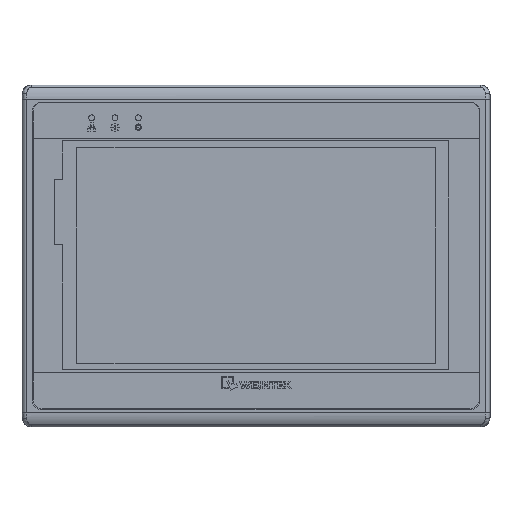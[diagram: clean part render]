
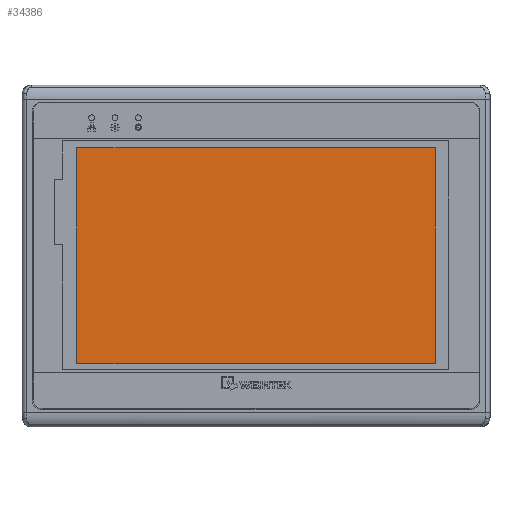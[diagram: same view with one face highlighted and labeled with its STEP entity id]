
A CAD part, top view. The second image highlights one B-rep face of the part: STEP entity #34386.
In plain terms, the highlighted planar face has unit normal (0, 0, 1).
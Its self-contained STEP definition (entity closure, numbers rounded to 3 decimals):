
#6808 = EDGE_LOOP ( 'NONE', ( #7788, #7789, #7790, #7791 ) ) ;
#7788 = ORIENTED_EDGE ( 'NONE', *, *, #18212, .F. ) ;
#7789 = ORIENTED_EDGE ( 'NONE', *, *, #18213, .F. ) ;
#7790 = ORIENTED_EDGE ( 'NONE', *, *, #18214, .F. ) ;
#7791 = ORIENTED_EDGE ( 'NONE', *, *, #18215, .F. ) ;
#10250 = CARTESIAN_POINT ( 'NONE',  ( 91.504, 85.218, -87.191 ) ) ;
#10256 = FACE_OUTER_BOUND ( 'NONE', #6808, .T. ) ;
#10257 = PLANE ( 'NONE',  #11456 ) ;
#10259 = DIRECTION ( 'NONE',  ( 0., 0., 1. ) ) ;
#10260 = DIRECTION ( 'NONE',  ( 1., 0., 0. ) ) ;
#11456 = AXIS2_PLACEMENT_3D ( 'NONE', #10250, #10259, #10260 ) ;
#13320 = CARTESIAN_POINT ( 'NONE',  ( -76.671, -22.652, -87.191 ) ) ;
#13503 = CARTESIAN_POINT ( 'NONE',  ( -76.671, 69.798, -87.191 ) ) ;
#18212 = EDGE_CURVE ( 'NONE', #23380, #23395, #51504, .T. ) ;
#18213 = EDGE_CURVE ( 'NONE', #42506, #23380, #51544, .T. ) ;
#18214 = EDGE_CURVE ( 'NONE', #42325, #42506, #51560, .T. ) ;
#18215 = EDGE_CURVE ( 'NONE', #23395, #42325, #51566, .T. ) ;
#23380 = VERTEX_POINT ( 'NONE', #27995 ) ;
#23395 = VERTEX_POINT ( 'NONE', #28025 ) ;
#27995 = CARTESIAN_POINT ( 'NONE',  ( 76.729, 69.798, -87.191 ) ) ;
#28025 = CARTESIAN_POINT ( 'NONE',  ( 76.729, -22.652, -87.191 ) ) ;
#34386 = ADVANCED_FACE ( 'NONE', ( #10256 ), #10257, .T. ) ;
#35098 = VECTOR ( 'NONE', #51558, 1000. ) ;
#35105 = VECTOR ( 'NONE', #51553, 1000. ) ;
#35108 = VECTOR ( 'NONE', #51564, 1000. ) ;
#35109 = VECTOR ( 'NONE', #51570, 1000. ) ;
#42325 = VERTEX_POINT ( 'NONE', #13320 ) ;
#42506 = VERTEX_POINT ( 'NONE', #13503 ) ;
#51430 = CARTESIAN_POINT ( 'NONE',  ( 76.729, 85.218, -87.191 ) ) ;
#51504 = LINE ( 'NONE', #51430, #35105 ) ;
#51544 = LINE ( 'NONE', #51555, #35098 ) ;
#51553 = DIRECTION ( 'NONE',  ( 0., -1., 0. ) ) ;
#51555 = CARTESIAN_POINT ( 'NONE',  ( 91.504, 69.798, -87.191 ) ) ;
#51558 = DIRECTION ( 'NONE',  ( 1., 0., 0. ) ) ;
#51560 = LINE ( 'NONE', #51562, #35108 ) ;
#51562 = CARTESIAN_POINT ( 'NONE',  ( -76.671, 85.218, -87.191 ) ) ;
#51564 = DIRECTION ( 'NONE',  ( 0., 1., 0. ) ) ;
#51566 = LINE ( 'NONE', #51568, #35109 ) ;
#51568 = CARTESIAN_POINT ( 'NONE',  ( 91.504, -22.652, -87.191 ) ) ;
#51570 = DIRECTION ( 'NONE',  ( -1., 0., 0. ) ) ;
